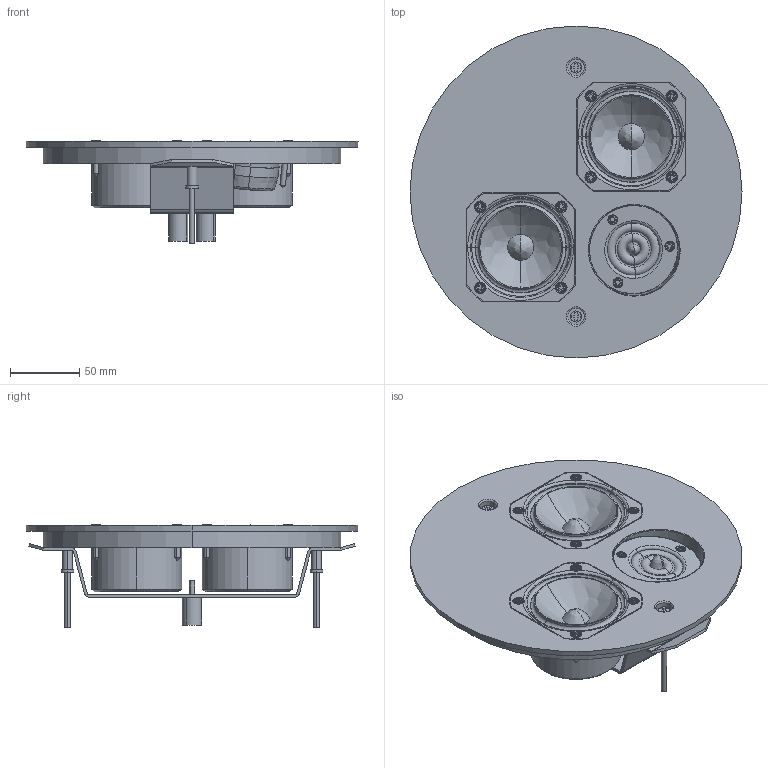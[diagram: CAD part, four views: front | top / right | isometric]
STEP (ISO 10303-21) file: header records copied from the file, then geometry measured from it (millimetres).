
FILE_DESCRIPTION (( 'STEP AP203' ), '1' );
FILE_NAME ('Architect 2-1 in ceiling NEW.STEP', '2018-10-09T02:51:53', ( '' ), ( '' ), 'SwSTEP 2.0', 'SolidWorks 2016', '' );
FILE_SCHEMA (( 'CONFIG_CONTROL_DESIGN' ));
Length unit declared in the file: millimetre
Products named in the file (35): Insert; Machine screw 4mm x 80mm; XT25 tweeter with screws; Torx screw; push terminal single; 2-1 in-wall unit SL plate plate angled tweeter; In ceiling 2-1 mounting bracker Sheet metal NEW; 22mm Torx; tweeter XT25T; Peerless 830987 3 inch driver; In ceiling 2-1 mounting bracket sheet metal NEW; In ceiling 2-1 mounting bracker NEW; Architect 2-1 in ceiling NEW
Assembly tree (25 placements, depth 3):
  Insert
  Machine screw 4mm x 80mm
  Torx screw
  push terminal single
  Torx screw
Bounding box: 240 x 240 x 74.99 mm (x, y, z)
Volume: 694794.1 mm3; surface area: 216642.6 mm2
Topology: 22 solids, 24 shells, 1344 faces, 3120 edges, 1785 vertices
Faces by surface type: cylinder 681, plane 344, torus 179, sphere 88, cone 42, bspline 10
Entity records: 16493 total; most frequent: CARTESIAN_POINT 2655, DIRECTION 2408, ORIENTED_EDGE 2060, EDGE_CURVE 1030, AXIS2_PLACEMENT_3D 973, VERTEX_POINT 636, EDGE_LOOP 524, CIRCLE 506
